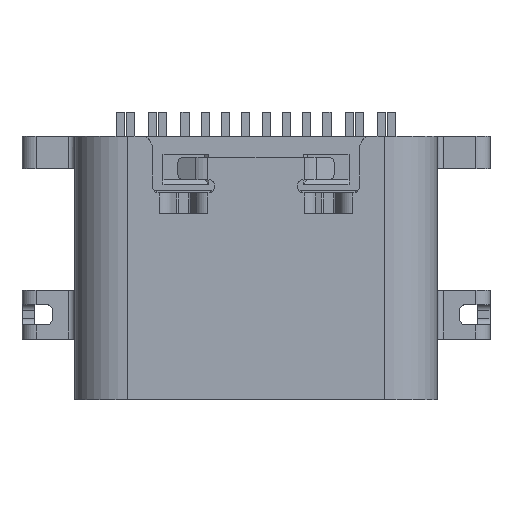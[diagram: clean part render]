
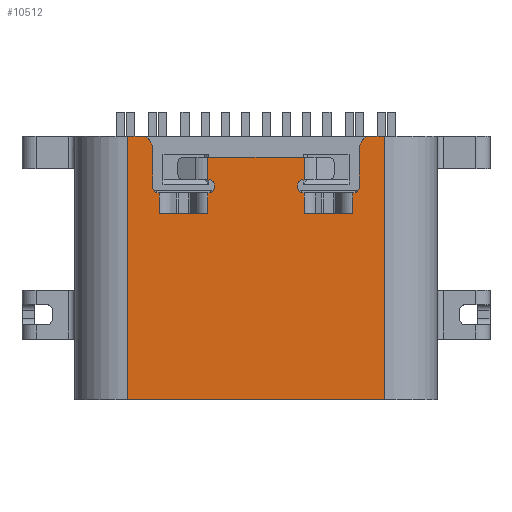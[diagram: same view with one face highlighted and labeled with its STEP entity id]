
A CAD part, top view. The second image highlights one B-rep face of the part: STEP entity #10512.
In plain terms, the highlighted planar face has unit normal (0, 0, 1).
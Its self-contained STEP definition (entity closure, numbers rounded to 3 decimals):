
#78=CIRCLE('',#11131,0.165);
#80=CIRCLE('',#11134,0.165);
#148=CIRCLE('',#11267,0.165);
#149=CIRCLE('',#11268,0.3);
#150=CIRCLE('',#11269,0.3);
#151=CIRCLE('',#11270,0.165);
#664=FACE_OUTER_BOUND('',#1314,.T.);
#1314=EDGE_LOOP('',(#7324,#7325,#7326,#7327,#7328,#7329,#7330,#7331,#7332,
#7333,#7334,#7335,#7336,#7337,#7338,#7339,#7340,#7341,#7342,#7343,#7344,
#7345,#7346,#7347));
#2108=LINE('',#15889,#3338);
#2111=LINE('',#15895,#3341);
#2112=LINE('',#15897,#3342);
#2113=LINE('',#15899,#3343);
#2114=LINE('',#15900,#3344);
#2115=LINE('',#15902,#3345);
#2116=LINE('',#15904,#3346);
#2117=LINE('',#15906,#3347);
#2118=LINE('',#15910,#3348);
#2119=LINE('',#15914,#3349);
#2120=LINE('',#15916,#3350);
#2121=LINE('',#15918,#3351);
#2122=LINE('',#15920,#3352);
#2123=LINE('',#15922,#3353);
#2124=LINE('',#15926,#3354);
#2125=LINE('',#15930,#3355);
#2126=LINE('',#15932,#3356);
#2127=LINE('',#15933,#3357);
#3338=VECTOR('',#12643,1000.);
#3341=VECTOR('',#12648,1000.);
#3342=VECTOR('',#12651,1000.);
#3343=VECTOR('',#12652,1000.);
#3344=VECTOR('',#12653,1000.);
#3345=VECTOR('',#12654,1000.);
#3346=VECTOR('',#12655,1000.);
#3347=VECTOR('',#12656,1000.);
#3348=VECTOR('',#12659,1000.);
#3349=VECTOR('',#12662,1000.);
#3350=VECTOR('',#12663,1000.);
#3351=VECTOR('',#12664,1000.);
#3352=VECTOR('',#12665,1000.);
#3353=VECTOR('',#12666,1000.);
#3354=VECTOR('',#12669,1000.);
#3355=VECTOR('',#12672,1000.);
#3356=VECTOR('',#12673,1000.);
#3357=VECTOR('',#12674,1000.);
#4377=VERTEX_POINT('',#15394);
#4378=VERTEX_POINT('',#15396);
#4381=VERTEX_POINT('',#15403);
#4382=VERTEX_POINT('',#15405);
#4561=VERTEX_POINT('',#15882);
#4564=VERTEX_POINT('',#15887);
#4566=VERTEX_POINT('',#15893);
#4567=VERTEX_POINT('',#15898);
#4568=VERTEX_POINT('',#15901);
#4569=VERTEX_POINT('',#15903);
#4570=VERTEX_POINT('',#15905);
#4571=VERTEX_POINT('',#15907);
#4572=VERTEX_POINT('',#15909);
#4573=VERTEX_POINT('',#15911);
#4574=VERTEX_POINT('',#15913);
#4575=VERTEX_POINT('',#15915);
#4576=VERTEX_POINT('',#15917);
#4577=VERTEX_POINT('',#15919);
#4578=VERTEX_POINT('',#15921);
#4579=VERTEX_POINT('',#15923);
#4580=VERTEX_POINT('',#15925);
#4581=VERTEX_POINT('',#15927);
#4582=VERTEX_POINT('',#15929);
#4583=VERTEX_POINT('',#15931);
#5333=EDGE_CURVE('',#4378,#4377,#78,.T.);
#5337=EDGE_CURVE('',#4381,#4382,#80,.T.);
#5578=EDGE_CURVE('',#4564,#4561,#2108,.T.);
#5581=EDGE_CURVE('',#4566,#4381,#2111,.T.);
#5582=EDGE_CURVE('',#4566,#4561,#2112,.T.);
#5583=EDGE_CURVE('',#4567,#4564,#2113,.T.);
#5584=EDGE_CURVE('',#4567,#4378,#2114,.T.);
#5585=EDGE_CURVE('',#4377,#4568,#2115,.T.);
#5586=EDGE_CURVE('',#4568,#4569,#2116,.T.);
#5587=EDGE_CURVE('',#4569,#4570,#2117,.T.);
#5588=EDGE_CURVE('',#4570,#4571,#148,.T.);
#5589=EDGE_CURVE('',#4571,#4572,#2118,.T.);
#5590=EDGE_CURVE('',#4573,#4572,#149,.T.);
#5591=EDGE_CURVE('',#4573,#4574,#2119,.T.);
#5592=EDGE_CURVE('',#4574,#4575,#2120,.T.);
#5593=EDGE_CURVE('',#4575,#4576,#2121,.T.);
#5594=EDGE_CURVE('',#4577,#4576,#2122,.T.);
#5595=EDGE_CURVE('',#4578,#4577,#2123,.T.);
#5596=EDGE_CURVE('',#4578,#4579,#150,.T.);
#5597=EDGE_CURVE('',#4580,#4579,#2124,.T.);
#5598=EDGE_CURVE('',#4581,#4580,#151,.T.);
#5599=EDGE_CURVE('',#4582,#4581,#2125,.T.);
#5600=EDGE_CURVE('',#4583,#4582,#2126,.T.);
#5601=EDGE_CURVE('',#4382,#4583,#2127,.T.);
#7324=ORIENTED_EDGE('',*,*,#5581,.F.);
#7325=ORIENTED_EDGE('',*,*,#5582,.T.);
#7326=ORIENTED_EDGE('',*,*,#5578,.F.);
#7327=ORIENTED_EDGE('',*,*,#5583,.F.);
#7328=ORIENTED_EDGE('',*,*,#5584,.T.);
#7329=ORIENTED_EDGE('',*,*,#5333,.T.);
#7330=ORIENTED_EDGE('',*,*,#5585,.T.);
#7331=ORIENTED_EDGE('',*,*,#5586,.T.);
#7332=ORIENTED_EDGE('',*,*,#5587,.T.);
#7333=ORIENTED_EDGE('',*,*,#5588,.T.);
#7334=ORIENTED_EDGE('',*,*,#5589,.T.);
#7335=ORIENTED_EDGE('',*,*,#5590,.F.);
#7336=ORIENTED_EDGE('',*,*,#5591,.T.);
#7337=ORIENTED_EDGE('',*,*,#5592,.T.);
#7338=ORIENTED_EDGE('',*,*,#5593,.T.);
#7339=ORIENTED_EDGE('',*,*,#5594,.F.);
#7340=ORIENTED_EDGE('',*,*,#5595,.F.);
#7341=ORIENTED_EDGE('',*,*,#5596,.T.);
#7342=ORIENTED_EDGE('',*,*,#5597,.F.);
#7343=ORIENTED_EDGE('',*,*,#5598,.F.);
#7344=ORIENTED_EDGE('',*,*,#5599,.F.);
#7345=ORIENTED_EDGE('',*,*,#5600,.F.);
#7346=ORIENTED_EDGE('',*,*,#5601,.F.);
#7347=ORIENTED_EDGE('',*,*,#5337,.F.);
#10024=PLANE('',#11266);
#10512=ADVANCED_FACE('',(#664),#10024,.F.);
#11131=AXIS2_PLACEMENT_3D('',#15397,#12203,#12204);
#11134=AXIS2_PLACEMENT_3D('',#15406,#12211,#12212);
#11266=AXIS2_PLACEMENT_3D('',#15896,#12649,#12650);
#11267=AXIS2_PLACEMENT_3D('',#15908,#12657,#12658);
#11268=AXIS2_PLACEMENT_3D('',#15912,#12660,#12661);
#11269=AXIS2_PLACEMENT_3D('',#15924,#12667,#12668);
#11270=AXIS2_PLACEMENT_3D('',#15928,#12670,#12671);
#12203=DIRECTION('center_axis',(0.,0.,
-1.));
#12204=DIRECTION('ref_axis',(1.,0.,0.));
#12211=DIRECTION('center_axis',(0.,0.,
1.));
#12212=DIRECTION('ref_axis',(-1.,0.,0.));
#12643=DIRECTION('',(1.,0.,0.));
#12648=DIRECTION('',(-1.,0.,0.));
#12649=DIRECTION('center_axis',(0.,0.,
-1.));
#12650=DIRECTION('ref_axis',(1.,0.,0.));
#12651=DIRECTION('',(0.,1.,0.));
#12652=DIRECTION('',(0.,1.,0.));
#12653=DIRECTION('',(1.,0.,0.));
#12654=DIRECTION('',(0.,-1.,0.));
#12655=DIRECTION('',(-1.,0.,0.));
#12656=DIRECTION('',(0.,1.,0.));
#12657=DIRECTION('center_axis',(0.,0.,
-1.));
#12658=DIRECTION('ref_axis',(1.,0.,0.));
#12659=DIRECTION('',(0.,1.,0.));
#12660=DIRECTION('center_axis',(0.,0.,
-1.));
#12661=DIRECTION('ref_axis',(-1.,0.,0.));
#12662=DIRECTION('',(-1.,0.,0.));
#12663=DIRECTION('',(0.,-1.,0.));
#12664=DIRECTION('',(1.,0.,0.));
#12665=DIRECTION('',(0.,-1.,0.));
#12666=DIRECTION('',(1.,0.,0.));
#12667=DIRECTION('center_axis',(0.,0.,
1.));
#12668=DIRECTION('ref_axis',(1.,0.,0.));
#12669=DIRECTION('',(0.,1.,0.));
#12670=DIRECTION('center_axis',(0.,0.,
1.));
#12671=DIRECTION('ref_axis',(-1.,0.,0.));
#12672=DIRECTION('',(0.,1.,0.));
#12673=DIRECTION('',(1.,0.,0.));
#12674=DIRECTION('',(0.,-1.,0.));
#15394=CARTESIAN_POINT('',(-1.185,4.18,-0.75));
#15396=CARTESIAN_POINT('',(-1.185,4.51,-0.75));
#15397=CARTESIAN_POINT('Origin',(-1.185,4.345,-0.75));
#15403=CARTESIAN_POINT('',(1.185,4.51,-0.75));
#15405=CARTESIAN_POINT('',(1.185,4.18,-0.75));
#15406=CARTESIAN_POINT('Origin',(1.185,4.345,-0.75));
#15882=CARTESIAN_POINT('',(1.192,5.06,-0.75));
#15887=CARTESIAN_POINT('',(-1.192,5.06,-0.75));
#15889=CARTESIAN_POINT('',(0.,5.06,-0.75));
#15893=CARTESIAN_POINT('',(1.192,4.51,-0.75));
#15895=CARTESIAN_POINT('',(1.783,4.51,-0.75));
#15896=CARTESIAN_POINT('Origin',(0.,5.58,
-0.75));
#15897=CARTESIAN_POINT('',(1.192,5.58,-0.75));
#15898=CARTESIAN_POINT('',(-1.192,4.51,-0.75));
#15899=CARTESIAN_POINT('',(-1.192,5.58,-0.75));
#15900=CARTESIAN_POINT('',(-1.783,4.51,-0.75));
#15901=CARTESIAN_POINT('',(-1.185,3.68,-0.75));
#15902=CARTESIAN_POINT('',(-1.185,4.18,-0.75));
#15903=CARTESIAN_POINT('',(-2.385,3.68,-0.75));
#15904=CARTESIAN_POINT('',(-1.185,3.68,-0.75));
#15905=CARTESIAN_POINT('',(-2.385,4.18,-0.75));
#15906=CARTESIAN_POINT('',(-2.385,3.68,-0.75));
#15907=CARTESIAN_POINT('',(-2.55,4.345,-0.75));
#15908=CARTESIAN_POINT('Origin',(-2.385,4.345,-0.75));
#15909=CARTESIAN_POINT('',(-2.55,5.28,-0.75));
#15910=CARTESIAN_POINT('',(-2.55,4.345,-0.75));
#15911=CARTESIAN_POINT('',(-2.85,5.58,-0.75));
#15912=CARTESIAN_POINT('Origin',(-2.85,5.28,-0.75));
#15913=CARTESIAN_POINT('',(-3.17,5.58,-0.75));
#15914=CARTESIAN_POINT('',(0.,5.58,-0.75));
#15915=CARTESIAN_POINT('',(-3.17,-0.92,-0.75));
#15916=CARTESIAN_POINT('',(-3.17,5.58,-0.75));
#15917=CARTESIAN_POINT('',(3.17,-0.92,-0.75));
#15918=CARTESIAN_POINT('',(0.,-0.92,-0.75));
#15919=CARTESIAN_POINT('',(3.17,5.58,-0.75));
#15920=CARTESIAN_POINT('',(3.17,5.58,-0.75));
#15921=CARTESIAN_POINT('',(2.85,5.58,-0.75));
#15922=CARTESIAN_POINT('',(0.,5.58,-0.75));
#15923=CARTESIAN_POINT('',(2.55,5.28,-0.75));
#15924=CARTESIAN_POINT('Origin',(2.85,5.28,-0.75));
#15925=CARTESIAN_POINT('',(2.55,4.345,-0.75));
#15926=CARTESIAN_POINT('',(2.55,4.345,-0.75));
#15927=CARTESIAN_POINT('',(2.385,4.18,-0.75));
#15928=CARTESIAN_POINT('Origin',(2.385,4.345,-0.75));
#15929=CARTESIAN_POINT('',(2.385,3.68,-0.75));
#15930=CARTESIAN_POINT('',(2.385,3.68,-0.75));
#15931=CARTESIAN_POINT('',(1.185,3.68,-0.75));
#15932=CARTESIAN_POINT('',(1.185,3.68,-0.75));
#15933=CARTESIAN_POINT('',(1.185,4.18,-0.75));
